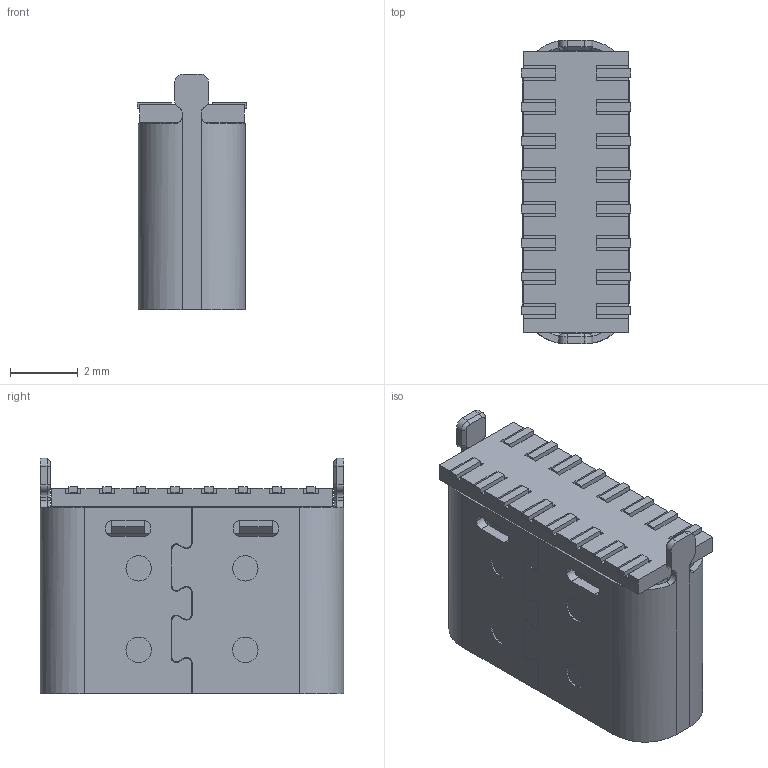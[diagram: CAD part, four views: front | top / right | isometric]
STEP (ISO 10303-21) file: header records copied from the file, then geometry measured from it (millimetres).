
FILE_DESCRIPTION (( 'STEP AP203' ), '1' );
FILE_NAME ('TYPE-C 16PIN-蕾泂6.0H.STEP', '2024-12-09T07:16:02', ( 'User' ), ( 'China' ), 'SwSTEP 2.0', 'SolidWorks 2021', '' );
FILE_SCHEMA (( 'CONFIG_CONTROL_DESIGN' ));
Length unit declared in the file: millimetre
Products named in the file (1): TYPE-C 16PIN-蕾泂6.0H
Bounding box: 3.22 x 8.94 x 6.95 mm (x, y, z)
Volume: 93 mm3; surface area: 512.3 mm2
Topology: 20 solids, 24 shells, 1105 faces, 3168 edges, 2119 vertices
Faces by surface type: plane 667, cylinder 406, cone 28, bspline 4
Entity records: 36533 total; most frequent: CARTESIAN_POINT 6741, ORIENTED_EDGE 6336, DIRECTION 6172, EDGE_CURVE 3168, VECTOR 2304, LINE 2304, VERTEX_POINT 2119, AXIS2_PLACEMENT_3D 1934
